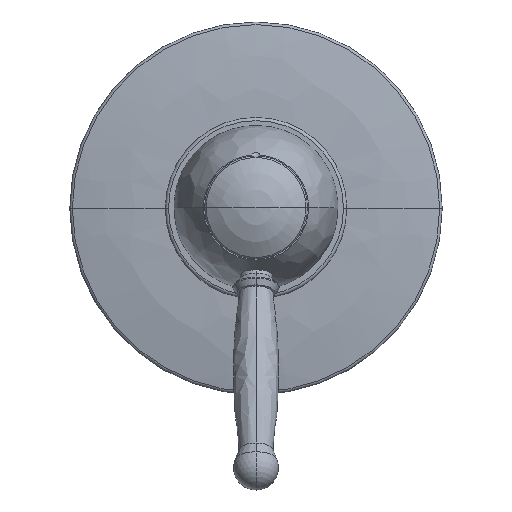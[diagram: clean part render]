
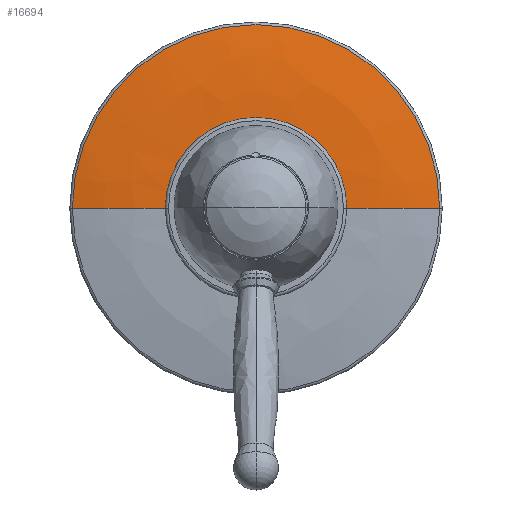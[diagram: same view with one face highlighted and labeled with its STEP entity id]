
A CAD part, top view. The second image highlights one B-rep face of the part: STEP entity #16694.
In plain terms, the highlighted free-form (B-spline) face has degree [3, 3] with [7, 4] control points.
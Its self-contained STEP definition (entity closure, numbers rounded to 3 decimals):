
#86=CARTESIAN_POINT('',(0.,0.,43.999));
#87=DIRECTION('',(0.,0.,-1.));
#88=DIRECTION('',(-1.,0.,0.));
#89=AXIS2_PLACEMENT_3D('',#86,#87,#88);
#91=CARTESIAN_POINT('',(0.,0.,41.16));
#92=DIRECTION('',(0.,0.,1.));
#93=DIRECTION('',(1.,0.,0.));
#94=AXIS2_PLACEMENT_3D('',#91,#92,#93);
#101=CARTESIAN_POINT('',(28.144,0.,-106.));
#102=DIRECTION('',(0.,-1.,0.));
#103=DIRECTION('',(0.194,0.,0.981));
#104=AXIS2_PLACEMENT_3D('',#101,#102,#103);
#111=CARTESIAN_POINT('',(-28.144,0.,-106.));
#112=DIRECTION('',(0.,1.,0.));
#113=DIRECTION('',(-0.194,0.,0.981));
#114=AXIS2_PLACEMENT_3D('',#111,#112,#113);
#15842=CARTESIAN_POINT('',(57.194,0.,41.16));
#15843=CARTESIAN_POINT('',(-57.194,0.,
41.16));
#15844=VERTEX_POINT('',#15842);
#15845=VERTEX_POINT('',#15843);
#15878=CARTESIAN_POINT('',(-27.5,0.,43.999));
#15879=CARTESIAN_POINT('',(27.5,0.,43.999));
#15880=VERTEX_POINT('',#15878);
#15881=VERTEX_POINT('',#15879);
#16656=CARTESIAN_POINT('',(-26.849,-1.689,
43.995));
#16657=CARTESIAN_POINT('',(-37.205,-2.341,
44.081));
#16658=CARTESIAN_POINT('',(-47.514,-2.989,
43.093));
#16659=CARTESIAN_POINT('',(-57.666,-3.628,
41.043));
#16660=CARTESIAN_POINT('',(-27.889,14.834,
43.995));
#16661=CARTESIAN_POINT('',(-38.645,20.555,
44.081));
#16662=CARTESIAN_POINT('',(-49.354,26.251,
43.093));
#16663=CARTESIAN_POINT('',(-59.898,31.859,
41.043));
#16664=CARTESIAN_POINT('',(-16.556,26.902,
43.995));
#16665=CARTESIAN_POINT('',(-22.941,37.279,
44.081));
#16666=CARTESIAN_POINT('',(-29.298,47.608,
43.093));
#16667=CARTESIAN_POINT('',(-35.558,57.78,
41.043));
#16668=CARTESIAN_POINT('',(0.,26.902,43.995));
#16669=CARTESIAN_POINT('',(0.,37.279,44.081));
#16670=CARTESIAN_POINT('',(0.,47.608,43.093));
#16671=CARTESIAN_POINT('',(0.,57.78,41.043));
#16672=CARTESIAN_POINT('',(16.556,26.902,43.995));
#16673=CARTESIAN_POINT('',(22.941,37.279,44.081));
#16674=CARTESIAN_POINT('',(29.298,47.608,43.093));
#16675=CARTESIAN_POINT('',(35.558,57.78,41.043));
#16676=CARTESIAN_POINT('',(27.889,14.834,43.995));
#16677=CARTESIAN_POINT('',(38.645,20.555,44.081));
#16678=CARTESIAN_POINT('',(49.354,26.251,43.093));
#16679=CARTESIAN_POINT('',(59.898,31.859,41.043));
#16680=CARTESIAN_POINT('',(26.849,-1.689,
43.995));
#16681=CARTESIAN_POINT('',(37.205,-2.341,
44.081));
#16682=CARTESIAN_POINT('',(47.514,-2.989,
43.093));
#16683=CARTESIAN_POINT('',(57.666,-3.628,
41.043));
#16684=(BOUNDED_SURFACE()B_SPLINE_SURFACE(3,3,((#16656,#16657,#16658,#16659),(
#16660,#16661,#16662,#16663),(#16664,#16665,#16666,#16667),(#16668,#16669,
#16670,#16671),(#16672,#16673,#16674,#16675),(#16676,#16677,#16678,#16679),(
#16680,#16681,#16682,#16683)),.UNSPECIFIED.,.F.,.F.,.F.)B_SPLINE_SURFACE_WITH_KNOTS((4,3,4),(4,4),(0.,1.,2.),(0.,1.),.UNSPECIFIED.)GEOMETRIC_REPRESENTATION_ITEM()RATIONAL_B_SPLINE_SURFACE(((1.19,1.186,
1.186,1.19),(0.94,0.937,
0.937,0.94),(0.94,0.937,
0.937,0.94),(1.19,1.186,
1.186,1.19),(0.94,0.937,
0.937,0.94),(0.94,0.937,
0.937,0.94),(1.19,1.186,
1.186,1.19)))REPRESENTATION_ITEM('')SURFACE());
#16685=ORIENTED_EDGE('',*,*,#16642,.F.);
#16687=ORIENTED_EDGE('',*,*,#16686,.F.);
#16689=ORIENTED_EDGE('',*,*,#16688,.F.);
#16691=ORIENTED_EDGE('',*,*,#16690,.T.);
#16692=EDGE_LOOP('',(#16685,#16687,#16689,#16691));
#16693=FACE_OUTER_BOUND('',#16692,.F.);
#16694=ADVANCED_FACE('',(#16693),#16684,.T.);
#90=CIRCLE('',#89,27.5);
#95=CIRCLE('',#94,57.194);
#105=CIRCLE('',#104,150.);
#115=CIRCLE('',#114,150.);
#16642=EDGE_CURVE('',#15880,#15881,#90,.T.);
#16686=EDGE_CURVE('',#15845,#15880,#115,.T.);
#16688=EDGE_CURVE('',#15844,#15845,#95,.T.);
#16690=EDGE_CURVE('',#15844,#15881,#105,.T.);
